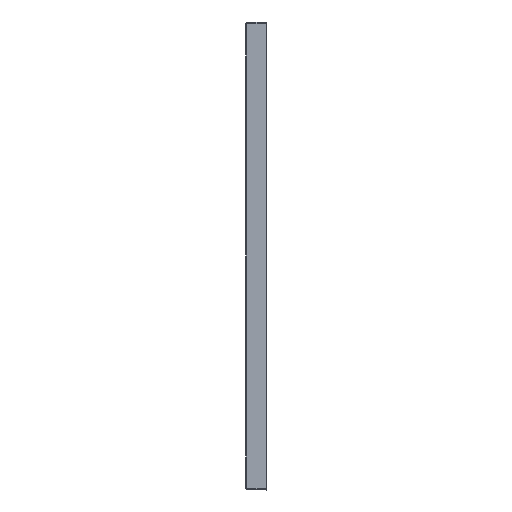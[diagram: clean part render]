
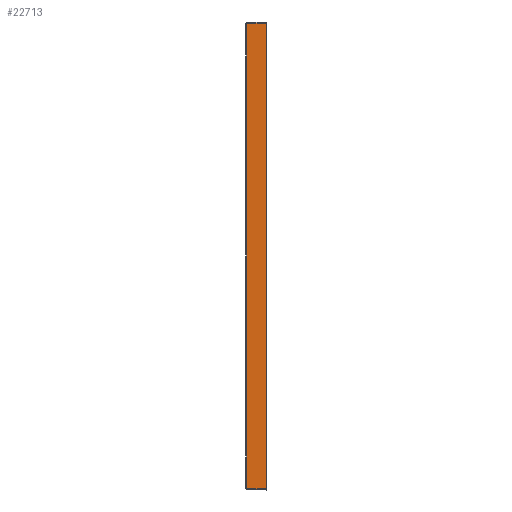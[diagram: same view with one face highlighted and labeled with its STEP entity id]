
A CAD part, left-side view. The second image highlights one B-rep face of the part: STEP entity #22713.
In plain terms, the highlighted planar face has unit normal (-0.999, 0.035, 0).
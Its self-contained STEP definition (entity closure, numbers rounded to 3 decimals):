
#382=DIRECTION('',(0.,0.,-1.));
#383=VECTOR('',#382,896.002);
#384=CARTESIAN_POINT('',(-800.,-40.,535.501));
#385=LINE('',#384,#383);
#386=DIRECTION('',(0.035,0.999,0.035));
#387=VECTOR('',#386,38.115);
#388=CARTESIAN_POINT('',(-800.,-40.,
-360.501));
#389=LINE('',#388,#387);
#390=CARTESIAN_POINT('',(-798.671,-1.932,
-359.172));
#391=CARTESIAN_POINT('',(-798.671,-1.939,
-350.232));
#392=CARTESIAN_POINT('',(-798.671,-1.955,
-328.611));
#393=CARTESIAN_POINT('',(-798.672,-1.978,
-293.054));
#394=CARTESIAN_POINT('',(-798.673,-1.986,
-266.437));
#395=CARTESIAN_POINT('',(-798.673,-1.986,
-252.5));
#397=CARTESIAN_POINT('',(-798.673,-1.986,
-252.5));
#398=CARTESIAN_POINT('',(-798.673,-1.986,
-215.577));
#399=CARTESIAN_POINT('',(-798.672,-1.97,
-141.85));
#400=CARTESIAN_POINT('',(-798.671,-1.933,
-28.517));
#401=CARTESIAN_POINT('',(-798.67,-1.924,47.893));
#402=CARTESIAN_POINT('',(-798.671,-1.93,87.5));
#404=DIRECTION('',(0.,0.,1.));
#405=VECTOR('',#404,340.);
#406=CARTESIAN_POINT('',(-798.671,-1.93,87.5));
#407=LINE('',#406,#405);
#408=CARTESIAN_POINT('',(-798.673,-1.986,427.5));
#409=CARTESIAN_POINT('',(-798.673,-1.986,439.375));
#410=CARTESIAN_POINT('',(-798.672,-1.98,462.997));
#411=CARTESIAN_POINT('',(-798.672,-1.959,498.554));
#412=CARTESIAN_POINT('',(-798.671,-1.941,522.236));
#413=CARTESIAN_POINT('',(-798.671,-1.932,534.172));
#415=DIRECTION('',(-0.035,-0.999,0.035));
#416=VECTOR('',#415,38.115);
#417=CARTESIAN_POINT('',(-798.671,-1.932,534.172));
#418=LINE('',#417,#416);
#821=CARTESIAN_POINT('',(-798.671,-1.932,
-359.172));
#846=CARTESIAN_POINT('',(-798.673,-1.986,
-252.5));
#21338=VERTEX_POINT('',#846);
#21339=CARTESIAN_POINT('',(-798.671,-1.93,
87.5));
#21340=VERTEX_POINT('',#21339);
#21397=VERTEX_POINT('',#821);
#21400=CARTESIAN_POINT('',(-800.,-40.,
535.501));
#21401=CARTESIAN_POINT('',(-800.,-40.,
-360.501));
#21402=VERTEX_POINT('',#21400);
#21403=VERTEX_POINT('',#21401);
#21404=CARTESIAN_POINT('',(-798.673,-1.986,
427.5));
#21405=VERTEX_POINT('',#21404);
#21406=VERTEX_POINT('',#413);
#22694=CARTESIAN_POINT('',(-799.335,-20.964,87.5));
#22695=DIRECTION('',(0.999,-0.035,0.));
#22696=DIRECTION('',(0.035,0.999,0.));
#22697=AXIS2_PLACEMENT_3D('',#22694,#22695,#22696);
#22698=PLANE('',#22697);
#22699=ORIENTED_EDGE('',*,*,#21860,.T.);
#22701=ORIENTED_EDGE('',*,*,#22700,.T.);
#22703=ORIENTED_EDGE('',*,*,#22702,.T.);
#22705=ORIENTED_EDGE('',*,*,#22704,.T.);
#22707=ORIENTED_EDGE('',*,*,#22706,.T.);
#22709=ORIENTED_EDGE('',*,*,#22708,.T.);
#22710=ORIENTED_EDGE('',*,*,#22687,.T.);
#22711=EDGE_LOOP('',(#22699,#22701,#22703,#22705,#22707,#22709,#22710));
#22712=FACE_OUTER_BOUND('',#22711,.F.);
#22713=ADVANCED_FACE('',(#22712),#22698,.F.);
#396=B_SPLINE_CURVE_WITH_KNOTS('',3,(#390,#391,#392,#393,#394,#395),
.UNSPECIFIED.,.F.,.F.,(4,1,1,4),(0.,0.251,0.608,1.),
.UNSPECIFIED.);
#403=B_SPLINE_CURVE_WITH_KNOTS('',3,(#397,#398,#399,#400,#401,#402),
.UNSPECIFIED.,.F.,.F.,(4,1,1,4),(0.,0.326,0.651,1.),
.UNSPECIFIED.);
#414=B_SPLINE_CURVE_WITH_KNOTS('',3,(#408,#409,#410,#411,#412,#413),
.UNSPECIFIED.,.F.,.F.,(4,1,1,4),(0.,0.334,0.664,1.),
.UNSPECIFIED.);
#21860=EDGE_CURVE('',#21402,#21403,#385,.T.);
#22687=EDGE_CURVE('',#21406,#21402,#418,.T.);
#22700=EDGE_CURVE('',#21403,#21397,#389,.T.);
#22702=EDGE_CURVE('',#21397,#21338,#396,.T.);
#22704=EDGE_CURVE('',#21338,#21340,#403,.T.);
#22706=EDGE_CURVE('',#21340,#21405,#407,.T.);
#22708=EDGE_CURVE('',#21405,#21406,#414,.T.);
